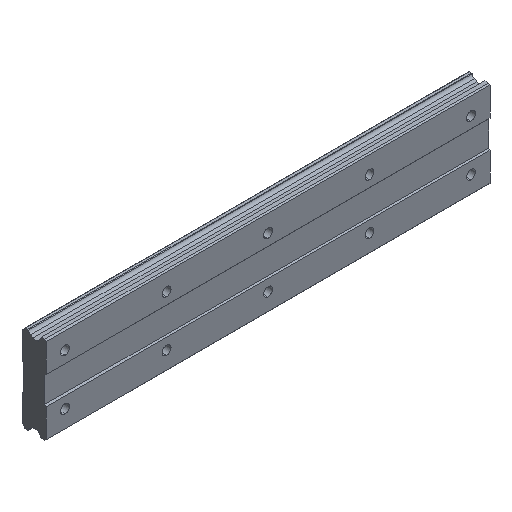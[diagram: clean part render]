
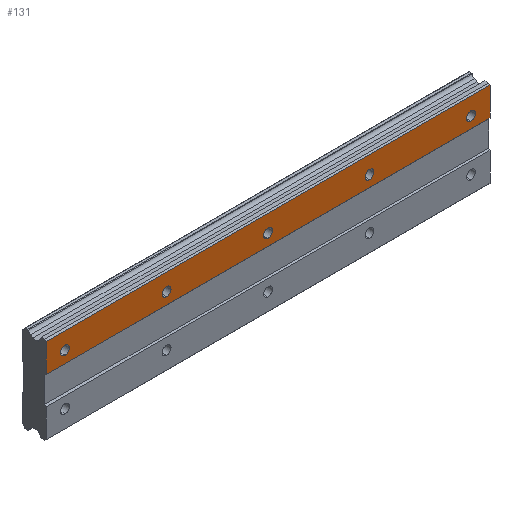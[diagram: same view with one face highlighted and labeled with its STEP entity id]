
A CAD part, isometric view. The second image highlights one B-rep face of the part: STEP entity #131.
In plain terms, the highlighted planar face has unit normal (0, -1, 0).
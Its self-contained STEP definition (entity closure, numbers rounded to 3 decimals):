
#4 = CARTESIAN_POINT ( 'NONE',  ( 240., 0., 20. ) ) ;
#10 = DIRECTION ( 'NONE',  ( 0., 0., 1. ) ) ;
#15 = AXIS2_PLACEMENT_3D ( 'NONE', #2599, #755, #159 ) ;
#17 = CIRCLE ( 'NONE', #964, 3.5 ) ;
#26 = AXIS2_PLACEMENT_3D ( 'NONE', #1177, #1326, #2197 ) ;
#58 = ORIENTED_EDGE ( 'NONE', *, *, #1503, .F. ) ;
#67 = CARTESIAN_POINT ( 'NONE',  ( 240., 0., 20. ) ) ;
#89 = CARTESIAN_POINT ( 'NONE',  ( 335., 0., 34.482 ) ) ;
#92 = CARTESIAN_POINT ( 'NONE',  ( 335., 0., 33.5 ) ) ;
#96 = DIRECTION ( 'NONE',  ( 0., -1., 0. ) ) ;
#121 = ORIENTED_EDGE ( 'NONE', *, *, #332, .F. ) ;
#123 = CARTESIAN_POINT ( 'NONE',  ( 0., 0., 23.5 ) ) ;
#131 = ADVANCED_FACE ( 'NONE', ( #594, #1226, #212, #2431, #840, #1663 ), #2222, .F. ) ;
#159 = DIRECTION ( 'NONE',  ( 0., 0., 1. ) ) ;
#181 = CARTESIAN_POINT ( 'NONE',  ( 320., 0., 23.5 ) ) ;
#212 = FACE_BOUND ( 'NONE', #1451, .T. ) ;
#258 = VERTEX_POINT ( 'NONE', #1078 ) ;
#321 = CIRCLE ( 'NONE', #2545, 3.5 ) ;
#327 = CARTESIAN_POINT ( 'NONE',  ( 0., 0., 16.5 ) ) ;
#332 = EDGE_CURVE ( 'NONE', #427, #473, #737, .T. ) ;
#380 = DIRECTION ( 'NONE',  ( 0., 1., 0. ) ) ;
#412 = ORIENTED_EDGE ( 'NONE', *, *, #821, .F. ) ;
#427 = VERTEX_POINT ( 'NONE', #1998 ) ;
#454 = CARTESIAN_POINT ( 'NONE',  ( 160., 0., 20. ) ) ;
#460 = EDGE_LOOP ( 'NONE', ( #973, #121 ) ) ;
#463 = ORIENTED_EDGE ( 'NONE', *, *, #1927, .F. ) ;
#471 = CARTESIAN_POINT ( 'NONE',  ( 80., 0., 23.5 ) ) ;
#473 = VERTEX_POINT ( 'NONE', #2194 ) ;
#491 = ORIENTED_EDGE ( 'NONE', *, *, #2457, .F. ) ;
#494 = AXIS2_PLACEMENT_3D ( 'NONE', #1456, #96, #2051 ) ;
#500 = LINE ( 'NONE', #89, #1993 ) ;
#529 = EDGE_CURVE ( 'NONE', #473, #427, #1079, .T. ) ;
#535 = VECTOR ( 'NONE', #1791, 1000. ) ;
#582 = DIRECTION ( 'NONE',  ( 0., 0., 1. ) ) ;
#594 = FACE_OUTER_BOUND ( 'NONE', #2135, .T. ) ;
#597 = EDGE_LOOP ( 'NONE', ( #1380, #463 ) ) ;
#670 = VERTEX_POINT ( 'NONE', #1929 ) ;
#685 = LINE ( 'NONE', #1935, #794 ) ;
#704 = AXIS2_PLACEMENT_3D ( 'NONE', #454, #1229, #10 ) ;
#737 = CIRCLE ( 'NONE', #1691, 3.5 ) ;
#755 = DIRECTION ( 'NONE',  ( 0., -1., 0. ) ) ;
#794 = VECTOR ( 'NONE', #2488, 1000. ) ;
#817 = DIRECTION ( 'NONE',  ( 0., 0., -1. ) ) ;
#821 = EDGE_CURVE ( 'NONE', #2147, #670, #824, .T. ) ;
#824 = CIRCLE ( 'NONE', #15, 3.5 ) ;
#840 = FACE_BOUND ( 'NONE', #597, .T. ) ;
#870 = EDGE_LOOP ( 'NONE', ( #1170, #1574 ) ) ;
#895 = EDGE_CURVE ( 'NONE', #2583, #1333, #17, .T. ) ;
#912 = EDGE_CURVE ( 'NONE', #1952, #2290, #2242, .T. ) ;
#933 = DIRECTION ( 'NONE',  ( 0., 0., -1. ) ) ;
#964 = AXIS2_PLACEMENT_3D ( 'NONE', #2364, #1348, #2166 ) ;
#966 = VERTEX_POINT ( 'NONE', #2289 ) ;
#973 = ORIENTED_EDGE ( 'NONE', *, *, #529, .F. ) ;
#974 = CARTESIAN_POINT ( 'NONE',  ( 335., 0., 11. ) ) ;
#978 = CARTESIAN_POINT ( 'NONE',  ( 160., 0., 20. ) ) ;
#988 = LINE ( 'NONE', #2626, #2549 ) ;
#994 = ORIENTED_EDGE ( 'NONE', *, *, #895, .F. ) ;
#1011 = CARTESIAN_POINT ( 'NONE',  ( -15., 0., 11. ) ) ;
#1024 = DIRECTION ( 'NONE',  ( 0., -1., 0. ) ) ;
#1063 = ORIENTED_EDGE ( 'NONE', *, *, #2067, .T. ) ;
#1078 = CARTESIAN_POINT ( 'NONE',  ( -15., 0., 33.5 ) ) ;
#1079 = CIRCLE ( 'NONE', #1948, 3.5 ) ;
#1100 = CARTESIAN_POINT ( 'NONE',  ( 320., 0., 20. ) ) ;
#1114 = ORIENTED_EDGE ( 'NONE', *, *, #1330, .F. ) ;
#1170 = ORIENTED_EDGE ( 'NONE', *, *, #1785, .F. ) ;
#1177 = CARTESIAN_POINT ( 'NONE',  ( 0., 0., 20. ) ) ;
#1193 = VERTEX_POINT ( 'NONE', #1011 ) ;
#1226 = FACE_BOUND ( 'NONE', #870, .T. ) ;
#1229 = DIRECTION ( 'NONE',  ( 0., -1., 0. ) ) ;
#1326 = DIRECTION ( 'NONE',  ( 0., -1., 0. ) ) ;
#1330 = EDGE_CURVE ( 'NONE', #966, #1193, #1990, .T. ) ;
#1333 = VERTEX_POINT ( 'NONE', #471 ) ;
#1348 = DIRECTION ( 'NONE',  ( 0., -1., 0. ) ) ;
#1380 = ORIENTED_EDGE ( 'NONE', *, *, #912, .F. ) ;
#1398 = ORIENTED_EDGE ( 'NONE', *, *, #1911, .F. ) ;
#1417 = CARTESIAN_POINT ( 'NONE',  ( 335., 0., 33.5 ) ) ;
#1449 = EDGE_CURVE ( 'NONE', #2202, #966, #500, .T. ) ;
#1451 = EDGE_LOOP ( 'NONE', ( #412, #58 ) ) ;
#1456 = CARTESIAN_POINT ( 'NONE',  ( 0., 0., 20. ) ) ;
#1503 = EDGE_CURVE ( 'NONE', #670, #2147, #2500, .T. ) ;
#1542 = DIRECTION ( 'NONE',  ( 0., 0., 1. ) ) ;
#1551 = DIRECTION ( 'NONE',  ( 0., 0., 1. ) ) ;
#1565 = CIRCLE ( 'NONE', #494, 3.5 ) ;
#1566 = CARTESIAN_POINT ( 'NONE',  ( 80., 0., 20. ) ) ;
#1574 = ORIENTED_EDGE ( 'NONE', *, *, #2620, .F. ) ;
#1608 = AXIS2_PLACEMENT_3D ( 'NONE', #1100, #1924, #1761 ) ;
#1615 = ORIENTED_EDGE ( 'NONE', *, *, #1449, .F. ) ;
#1663 = FACE_BOUND ( 'NONE', #1937, .T. ) ;
#1676 = DIRECTION ( 'NONE',  ( 0., 0., 1. ) ) ;
#1691 = AXIS2_PLACEMENT_3D ( 'NONE', #67, #1920, #1676 ) ;
#1700 = AXIS2_PLACEMENT_3D ( 'NONE', #978, #2555, #1542 ) ;
#1732 = AXIS2_PLACEMENT_3D ( 'NONE', #1417, #380, #1847 ) ;
#1748 = CIRCLE ( 'NONE', #26, 3.5 ) ;
#1761 = DIRECTION ( 'NONE',  ( 0., 0., 1. ) ) ;
#1785 = EDGE_CURVE ( 'NONE', #2362, #2369, #1565, .T. ) ;
#1791 = DIRECTION ( 'NONE',  ( -1., 0., 0. ) ) ;
#1823 = CIRCLE ( 'NONE', #1700, 3.5 ) ;
#1847 = DIRECTION ( 'NONE',  ( 0., 0., 1. ) ) ;
#1911 = EDGE_CURVE ( 'NONE', #1333, #2583, #321, .T. ) ;
#1920 = DIRECTION ( 'NONE',  ( 0., -1., 0. ) ) ;
#1924 = DIRECTION ( 'NONE',  ( 0., -1., 0. ) ) ;
#1927 = EDGE_CURVE ( 'NONE', #2290, #1952, #1823, .T. ) ;
#1929 = CARTESIAN_POINT ( 'NONE',  ( 320., 0., 16.5 ) ) ;
#1935 = CARTESIAN_POINT ( 'NONE',  ( 335., 0., 33.5 ) ) ;
#1937 = EDGE_LOOP ( 'NONE', ( #1398, #994 ) ) ;
#1948 = AXIS2_PLACEMENT_3D ( 'NONE', #4, #1024, #582 ) ;
#1952 = VERTEX_POINT ( 'NONE', #2181 ) ;
#1990 = LINE ( 'NONE', #974, #535 ) ;
#1993 = VECTOR ( 'NONE', #933, 1000. ) ;
#1998 = CARTESIAN_POINT ( 'NONE',  ( 240., 0., 16.5 ) ) ;
#2051 = DIRECTION ( 'NONE',  ( 0., 0., 1. ) ) ;
#2067 = EDGE_CURVE ( 'NONE', #258, #1193, #988, .T. ) ;
#2135 = EDGE_LOOP ( 'NONE', ( #1114, #1615, #491, #1063 ) ) ;
#2147 = VERTEX_POINT ( 'NONE', #181 ) ;
#2166 = DIRECTION ( 'NONE',  ( 0., 0., 1. ) ) ;
#2181 = CARTESIAN_POINT ( 'NONE',  ( 160., 0., 23.5 ) ) ;
#2194 = CARTESIAN_POINT ( 'NONE',  ( 240., 0., 23.5 ) ) ;
#2197 = DIRECTION ( 'NONE',  ( 0., 0., 1. ) ) ;
#2202 = VERTEX_POINT ( 'NONE', #92 ) ;
#2222 = PLANE ( 'NONE',  #1732 ) ;
#2242 = CIRCLE ( 'NONE', #704, 3.5 ) ;
#2283 = CARTESIAN_POINT ( 'NONE',  ( 160., 0., 16.5 ) ) ;
#2289 = CARTESIAN_POINT ( 'NONE',  ( 335., 0., 11. ) ) ;
#2290 = VERTEX_POINT ( 'NONE', #2283 ) ;
#2359 = CARTESIAN_POINT ( 'NONE',  ( 80., 0., 16.5 ) ) ;
#2362 = VERTEX_POINT ( 'NONE', #123 ) ;
#2364 = CARTESIAN_POINT ( 'NONE',  ( 80., 0., 20. ) ) ;
#2369 = VERTEX_POINT ( 'NONE', #327 ) ;
#2391 = DIRECTION ( 'NONE',  ( 0., -1., 0. ) ) ;
#2431 = FACE_BOUND ( 'NONE', #460, .T. ) ;
#2457 = EDGE_CURVE ( 'NONE', #258, #2202, #685, .T. ) ;
#2488 = DIRECTION ( 'NONE',  ( 1., 0., 0. ) ) ;
#2500 = CIRCLE ( 'NONE', #1608, 3.5 ) ;
#2545 = AXIS2_PLACEMENT_3D ( 'NONE', #1566, #2391, #1551 ) ;
#2549 = VECTOR ( 'NONE', #817, 1000. ) ;
#2555 = DIRECTION ( 'NONE',  ( 0., -1., 0. ) ) ;
#2583 = VERTEX_POINT ( 'NONE', #2359 ) ;
#2599 = CARTESIAN_POINT ( 'NONE',  ( 320., 0., 20. ) ) ;
#2620 = EDGE_CURVE ( 'NONE', #2369, #2362, #1748, .T. ) ;
#2626 = CARTESIAN_POINT ( 'NONE',  ( -15., 0., 34.482 ) ) ;
